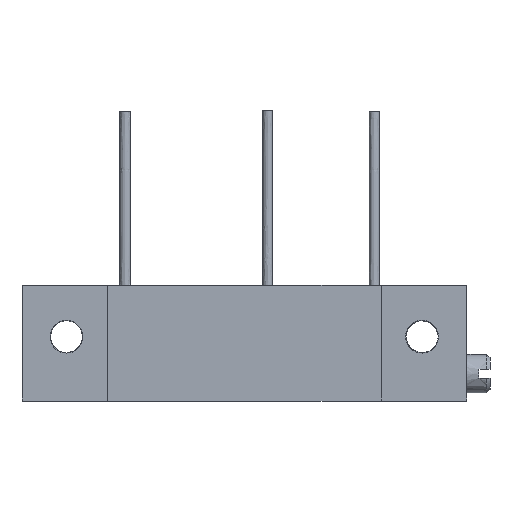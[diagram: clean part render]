
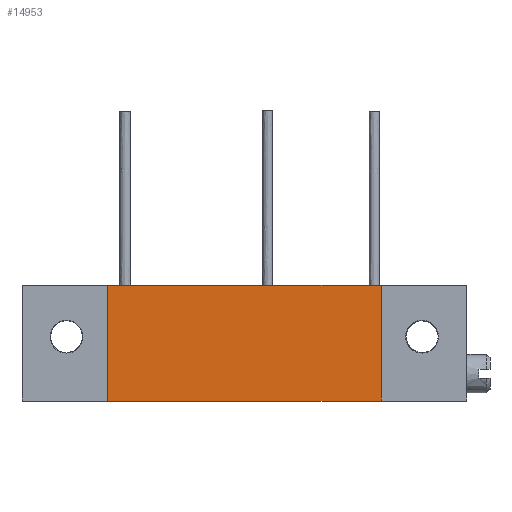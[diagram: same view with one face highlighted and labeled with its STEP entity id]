
A CAD part, top view. The second image highlights one B-rep face of the part: STEP entity #14953.
In plain terms, the highlighted free-form (B-spline) face has degree [1, 1] with [2, 2] control points.
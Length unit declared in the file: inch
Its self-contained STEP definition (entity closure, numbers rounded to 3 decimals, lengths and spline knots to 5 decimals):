
#3497=DIRECTION('',(-1.,0.,0.));
#3498=VECTOR('',#3497,0.77);
#3499=CARTESIAN_POINT('',(0.385,-0.249,0.093));
#3500=LINE('',#3499,#3498);
#3567=DIRECTION('',(-1.,0.,0.));
#3568=VECTOR('',#3567,0.77);
#3569=CARTESIAN_POINT('',(0.385,0.077,0.093));
#3570=LINE('',#3569,#3568);
#3785=DIRECTION('',(0.,-1.,0.));
#3786=VECTOR('',#3785,0.326);
#3787=CARTESIAN_POINT('',(-0.385,0.077,0.093));
#3788=LINE('',#3787,#3786);
#3792=DIRECTION('',(0.,-1.,0.));
#3793=VECTOR('',#3792,0.326);
#3794=CARTESIAN_POINT('',(0.385,0.077,0.093));
#3795=LINE('',#3794,#3793);
#11600=CARTESIAN_POINT('',(-0.385,-0.249,0.093));
#11601=VERTEX_POINT('',#11600);
#11602=CARTESIAN_POINT('',(0.385,-0.249,0.093));
#11603=VERTEX_POINT('',#11602);
#11612=CARTESIAN_POINT('',(-0.385,0.077,0.093));
#11613=VERTEX_POINT('',#11612);
#11614=CARTESIAN_POINT('',(0.385,0.077,0.093));
#11615=VERTEX_POINT('',#11614);
#14941=CARTESIAN_POINT('',(0.4004,-0.25552,0.093));
#14942=CARTESIAN_POINT('',(0.4004,0.08352,0.093));
#14943=CARTESIAN_POINT('',(-0.4004,-0.25552,0.093));
#14944=CARTESIAN_POINT('',(-0.4004,0.08352,0.093));
#14945=B_SPLINE_SURFACE_WITH_KNOTS('',1,1,((#14941,#14942),(#14943,#14944)),
.UNSPECIFIED.,.F.,.F.,.F.,(2,2),(2,2),(-0.0154,0.7854),(-0.33252,0.00652),
.UNSPECIFIED.);
#14946=ORIENTED_EDGE('',*,*,#14747,.T.);
#14947=ORIENTED_EDGE('',*,*,#14935,.F.);
#14948=ORIENTED_EDGE('',*,*,#14794,.F.);
#14950=ORIENTED_EDGE('',*,*,#14949,.T.);
#14951=EDGE_LOOP('',(#14946,#14947,#14948,#14950));
#14952=FACE_OUTER_BOUND('',#14951,.F.);
#14953=ADVANCED_FACE('',(#14952),#14945,.F.);
#14747=EDGE_CURVE('',#11603,#11601,#3500,.T.);
#14794=EDGE_CURVE('',#11615,#11613,#3570,.T.);
#14935=EDGE_CURVE('',#11613,#11601,#3788,.T.);
#14949=EDGE_CURVE('',#11615,#11603,#3795,.T.);
